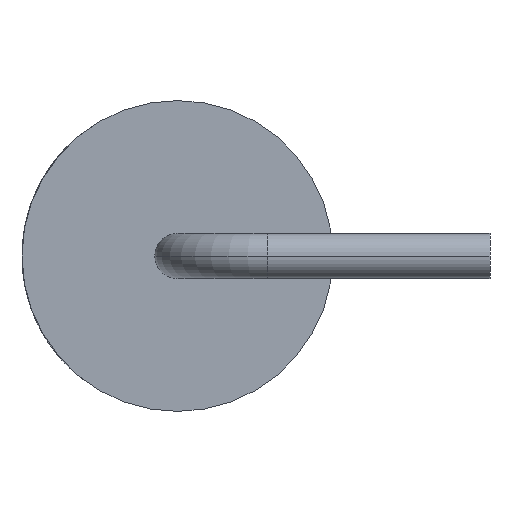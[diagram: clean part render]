
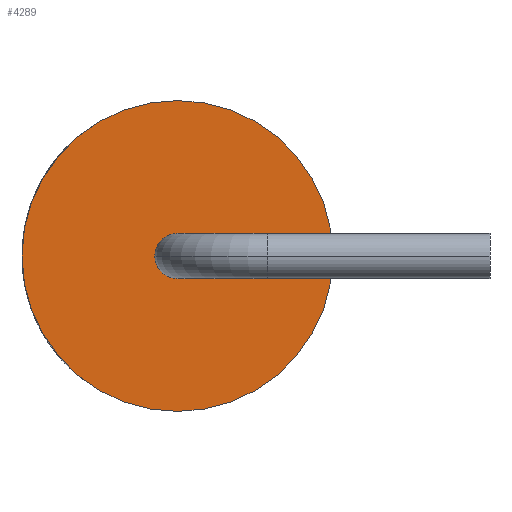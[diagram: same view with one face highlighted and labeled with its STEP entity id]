
A CAD part, left-side view. The second image highlights one B-rep face of the part: STEP entity #4289.
In plain terms, the highlighted planar face has unit normal (-1, 0, 0).
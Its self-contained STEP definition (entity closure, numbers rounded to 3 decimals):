
#163 = CARTESIAN_POINT ( 'NONE',  ( 5.61, 6.55, 0. ) ) ;
#221 = CIRCLE ( 'NONE', #5070, 4.55 ) ;
#250 = CARTESIAN_POINT ( 'NONE',  ( 5.61, 6.55, -4.55 ) ) ;
#285 = CARTESIAN_POINT ( 'NONE',  ( 5.61, 7.21, 0. ) ) ;
#412 = VERTEX_POINT ( 'NONE', #285 ) ;
#557 = CARTESIAN_POINT ( 'NONE',  ( 5.61, 5.89, 0. ) ) ;
#627 = FACE_OUTER_BOUND ( 'NONE', #875, .T. ) ;
#845 = AXIS2_PLACEMENT_3D ( 'NONE', #1687, #1326, #4666 ) ;
#875 = EDGE_LOOP ( 'NONE', ( #1487, #1611 ) ) ;
#1063 = FACE_BOUND ( 'NONE', #3979, .T. ) ;
#1158 = DIRECTION ( 'NONE',  ( 0., 0., -1. ) ) ;
#1281 = VERTEX_POINT ( 'NONE', #250 ) ;
#1326 = DIRECTION ( 'NONE',  ( -1., 0., 0. ) ) ;
#1396 = CARTESIAN_POINT ( 'NONE',  ( 5.61, 6.55, 0. ) ) ;
#1404 = VERTEX_POINT ( 'NONE', #3769 ) ;
#1487 = ORIENTED_EDGE ( 'NONE', *, *, #5185, .F. ) ;
#1611 = ORIENTED_EDGE ( 'NONE', *, *, #4848, .F. ) ;
#1616 = ORIENTED_EDGE ( 'NONE', *, *, #5097, .F. ) ;
#1675 = DIRECTION ( 'NONE',  ( 1., 0., 0. ) ) ;
#1687 = CARTESIAN_POINT ( 'NONE',  ( 5.61, 6.55, 0. ) ) ;
#1952 = DIRECTION ( 'NONE',  ( 0., 0., -1. ) ) ;
#2277 = CIRCLE ( 'NONE', #845, 0.66 ) ;
#2365 = DIRECTION ( 'NONE',  ( 1., 0., 0. ) ) ;
#2530 = AXIS2_PLACEMENT_3D ( 'NONE', #3729, #1675, #3273 ) ;
#2707 = AXIS2_PLACEMENT_3D ( 'NONE', #1396, #2365, #1158 ) ;
#2740 = ORIENTED_EDGE ( 'NONE', *, *, #4251, .F. ) ;
#2794 = PLANE ( 'NONE',  #2530 ) ;
#2877 = AXIS2_PLACEMENT_3D ( 'NONE', #163, #3970, #1952 ) ;
#3053 = DIRECTION ( 'NONE',  ( 0., 0., -1. ) ) ;
#3273 = DIRECTION ( 'NONE',  ( 0., 0., -1. ) ) ;
#3391 = CIRCLE ( 'NONE', #2707, 4.55 ) ;
#3516 = CARTESIAN_POINT ( 'NONE',  ( 5.61, 6.55, 0. ) ) ;
#3729 = CARTESIAN_POINT ( 'NONE',  ( 5.61, 6.55, 0. ) ) ;
#3769 = CARTESIAN_POINT ( 'NONE',  ( 5.61, 6.55, 4.55 ) ) ;
#3841 = CIRCLE ( 'NONE', #2877, 0.66 ) ;
#3970 = DIRECTION ( 'NONE',  ( -1., 0., 0. ) ) ;
#3979 = EDGE_LOOP ( 'NONE', ( #2740, #1616 ) ) ;
#4251 = EDGE_CURVE ( 'NONE', #5139, #412, #3841, .T. ) ;
#4289 = ADVANCED_FACE ( 'NONE', ( #1063, #627 ), #2794, .F. ) ;
#4666 = DIRECTION ( 'NONE',  ( 0., 0., -1. ) ) ;
#4828 = DIRECTION ( 'NONE',  ( 1., 0., 0. ) ) ;
#4848 = EDGE_CURVE ( 'NONE', #1281, #1404, #221, .T. ) ;
#5070 = AXIS2_PLACEMENT_3D ( 'NONE', #3516, #4828, #3053 ) ;
#5097 = EDGE_CURVE ( 'NONE', #412, #5139, #2277, .T. ) ;
#5139 = VERTEX_POINT ( 'NONE', #557 ) ;
#5185 = EDGE_CURVE ( 'NONE', #1404, #1281, #3391, .T. ) ;
